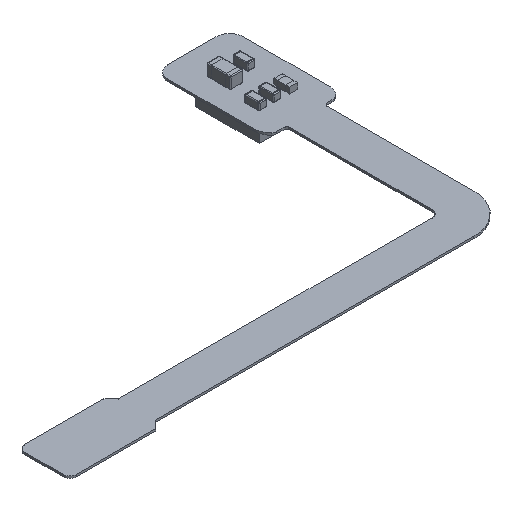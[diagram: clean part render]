
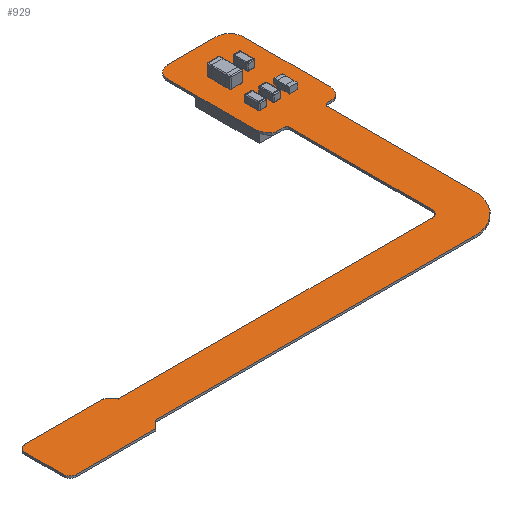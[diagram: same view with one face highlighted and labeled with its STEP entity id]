
A CAD part, isometric view. The second image highlights one B-rep face of the part: STEP entity #929.
In plain terms, the highlighted planar face has unit normal (0, 0, 1).
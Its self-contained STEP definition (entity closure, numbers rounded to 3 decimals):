
#76 = VERTEX_POINT('',#77);
#77 = CARTESIAN_POINT('',(27.455,3.005,0.141));
#83 = EDGE_CURVE('',#76,#84,#86,.T.);
#84 = VERTEX_POINT('',#85);
#85 = CARTESIAN_POINT('',(6.295,3.005,0.141));
#86 = LINE('',#87,#88);
#87 = CARTESIAN_POINT('',(27.455,3.005,0.141));
#88 = VECTOR('',#89,1.);
#89 = DIRECTION('',(-1.,0.,0.));
#114 = EDGE_CURVE('',#84,#115,#117,.T.);
#115 = VERTEX_POINT('',#116);
#116 = CARTESIAN_POINT('',(5.8,3.5,0.141));
#117 = LINE('',#118,#119);
#118 = CARTESIAN_POINT('',(6.295,3.005,0.141));
#119 = VECTOR('',#120,1.);
#120 = DIRECTION('',(-0.707,0.707,0.));
#145 = EDGE_CURVE('',#115,#146,#148,.T.);
#146 = VERTEX_POINT('',#147);
#147 = CARTESIAN_POINT('',(0.45,3.5,0.141));
#148 = LINE('',#149,#150);
#149 = CARTESIAN_POINT('',(5.8,3.5,0.141));
#150 = VECTOR('',#151,1.);
#151 = DIRECTION('',(-1.,0.,0.));
#176 = EDGE_CURVE('',#146,#177,#179,.T.);
#177 = VERTEX_POINT('',#178);
#178 = CARTESIAN_POINT('',(0.,3.05,0.141)
  );
#179 = CIRCLE('',#180,0.451);
#180 = AXIS2_PLACEMENT_3D('',#181,#182,#183);
#181 = CARTESIAN_POINT('',(0.451,3.049,0.141));
#182 = DIRECTION('',(0.,0.,1.));
#183 = DIRECTION('',(-0.002,1.,0.));
#209 = EDGE_CURVE('',#177,#210,#212,.T.);
#210 = VERTEX_POINT('',#211);
#211 = CARTESIAN_POINT('',(0.,0.45,0.141
    ));
#212 = LINE('',#213,#214);
#213 = CARTESIAN_POINT('',(0.,3.05,0.141));
#214 = VECTOR('',#215,1.);
#215 = DIRECTION('',(0.,-1.,0.));
#240 = EDGE_CURVE('',#210,#241,#243,.T.);
#241 = VERTEX_POINT('',#242);
#242 = CARTESIAN_POINT('',(0.45,0.,0.141));
#243 = CIRCLE('',#244,0.451);
#244 = AXIS2_PLACEMENT_3D('',#245,#246,#247);
#245 = CARTESIAN_POINT('',(0.451,0.451,0.141));
#246 = DIRECTION('',(0.,0.,1.));
#247 = DIRECTION('',(-1.,-0.002,0.));
#273 = EDGE_CURVE('',#241,#274,#276,.T.);
#274 = VERTEX_POINT('',#275);
#275 = CARTESIAN_POINT('',(5.804,0.,0.141));
#276 = LINE('',#277,#278);
#277 = CARTESIAN_POINT('',(0.45,0.,0.141));
#278 = VECTOR('',#279,1.);
#279 = DIRECTION('',(1.,0.,0.));
#304 = EDGE_CURVE('',#274,#305,#307,.T.);
#305 = VERTEX_POINT('',#306);
#306 = CARTESIAN_POINT('',(6.299,0.505,0.141));
#307 = LINE('',#308,#309);
#308 = CARTESIAN_POINT('',(5.804,0.,0.141));
#309 = VECTOR('',#310,1.);
#310 = DIRECTION('',(0.7,0.714,0.));
#335 = EDGE_CURVE('',#305,#336,#338,.T.);
#336 = VERTEX_POINT('',#337);
#337 = CARTESIAN_POINT('',(27.772,0.505,0.141));
#338 = LINE('',#339,#340);
#339 = CARTESIAN_POINT('',(6.299,0.505,0.141));
#340 = VECTOR('',#341,1.);
#341 = DIRECTION('',(1.,0.,0.));
#366 = EDGE_CURVE('',#336,#367,#369,.T.);
#367 = VERTEX_POINT('',#368);
#368 = CARTESIAN_POINT('',(30.42,3.153,0.141));
#369 = CIRCLE('',#370,2.648);
#370 = AXIS2_PLACEMENT_3D('',#371,#372,#373);
#371 = CARTESIAN_POINT('',(27.772,3.153,0.141));
#372 = DIRECTION('',(0.,0.,1.));
#373 = DIRECTION('',(0.,-1.,0.));
#399 = EDGE_CURVE('',#367,#400,#402,.T.);
#400 = VERTEX_POINT('',#401);
#401 = CARTESIAN_POINT('',(30.42,13.12,0.141));
#402 = LINE('',#403,#404);
#403 = CARTESIAN_POINT('',(30.42,3.153,0.141));
#404 = VECTOR('',#405,1.);
#405 = DIRECTION('',(0.,1.,0.));
#430 = EDGE_CURVE('',#400,#431,#433,.T.);
#431 = VERTEX_POINT('',#432);
#432 = CARTESIAN_POINT('',(30.569,13.269,0.141));
#433 = LINE('',#434,#435);
#434 = CARTESIAN_POINT('',(30.42,13.12,0.141));
#435 = VECTOR('',#436,1.);
#436 = DIRECTION('',(0.707,0.707,0.));
#461 = EDGE_CURVE('',#431,#462,#464,.T.);
#462 = VERTEX_POINT('',#463);
#463 = CARTESIAN_POINT('',(30.954,13.269,0.141));
#464 = LINE('',#465,#466);
#465 = CARTESIAN_POINT('',(30.569,13.269,0.141));
#466 = VECTOR('',#467,1.);
#467 = DIRECTION('',(1.,0.,0.));
#492 = EDGE_CURVE('',#462,#493,#495,.T.);
#493 = VERTEX_POINT('',#494);
#494 = CARTESIAN_POINT('',(31.278,13.36,0.141));
#495 = CIRCLE('',#496,0.645);
#496 = AXIS2_PLACEMENT_3D('',#497,#498,#499);
#497 = CARTESIAN_POINT('',(30.948,13.914,0.141));
#498 = DIRECTION('',(0.,0.,1.));
#499 = DIRECTION('',(0.01,-1.,0.));
#525 = EDGE_CURVE('',#493,#526,#528,.T.);
#526 = VERTEX_POINT('',#527);
#527 = CARTESIAN_POINT('',(31.658,14.083,0.141));
#528 = CIRCLE('',#529,0.881);
#529 = AXIS2_PLACEMENT_3D('',#530,#531,#532);
#530 = CARTESIAN_POINT('',(30.777,14.085,0.141));
#531 = DIRECTION('',(0.,0.,1.));
#532 = DIRECTION('',(0.569,-0.823,0.));
#558 = EDGE_CURVE('',#526,#559,#561,.T.);
#559 = VERTEX_POINT('',#560);
#560 = CARTESIAN_POINT('',(31.658,19.933,0.141));
#561 = LINE('',#562,#563);
#562 = CARTESIAN_POINT('',(31.658,14.083,0.141));
#563 = VECTOR('',#564,1.);
#564 = DIRECTION('',(0.,1.,0.));
#589 = EDGE_CURVE('',#559,#590,#592,.T.);
#590 = VERTEX_POINT('',#591);
#591 = CARTESIAN_POINT('',(30.72,20.871,0.141));
#592 = CIRCLE('',#593,0.937);
#593 = AXIS2_PLACEMENT_3D('',#594,#595,#596);
#594 = CARTESIAN_POINT('',(30.721,19.934,0.141));
#595 = DIRECTION('',(0.,0.,1.));
#596 = DIRECTION('',(1.,-0.001,0.));
#622 = EDGE_CURVE('',#590,#623,#625,.T.);
#623 = VERTEX_POINT('',#624);
#624 = CARTESIAN_POINT('',(27.463,20.871,0.141));
#625 = LINE('',#626,#627);
#626 = CARTESIAN_POINT('',(30.72,20.871,0.141));
#627 = VECTOR('',#628,1.);
#628 = DIRECTION('',(-1.,0.,0.));
#653 = EDGE_CURVE('',#623,#654,#656,.T.);
#654 = VERTEX_POINT('',#655);
#655 = CARTESIAN_POINT('',(26.633,20.041,0.141));
#656 = CIRCLE('',#657,0.83);
#657 = AXIS2_PLACEMENT_3D('',#658,#659,#660);
#658 = CARTESIAN_POINT('',(27.463,20.041,0.141));
#659 = DIRECTION('',(0.,0.,1.));
#660 = DIRECTION('',(0.,1.,0.));
#686 = EDGE_CURVE('',#654,#687,#689,.T.);
#687 = VERTEX_POINT('',#688);
#688 = CARTESIAN_POINT('',(26.633,14.243,0.141));
#689 = LINE('',#690,#691);
#690 = CARTESIAN_POINT('',(26.633,20.041,0.141));
#691 = VECTOR('',#692,1.);
#692 = DIRECTION('',(0.,-1.,0.));
#717 = EDGE_CURVE('',#687,#718,#720,.T.);
#718 = VERTEX_POINT('',#719);
#719 = CARTESIAN_POINT('',(27.005,13.378,0.141));
#720 = CIRCLE('',#721,1.191);
#721 = AXIS2_PLACEMENT_3D('',#722,#723,#724);
#722 = CARTESIAN_POINT('',(27.824,14.243,0.141));
#723 = DIRECTION('',(0.,0.,1.));
#724 = DIRECTION('',(-1.,0.,0.));
#750 = EDGE_CURVE('',#718,#751,#753,.T.);
#751 = VERTEX_POINT('',#752);
#752 = CARTESIAN_POINT('',(27.237,13.286,0.141));
#753 = CIRCLE('',#754,0.395);
#754 = AXIS2_PLACEMENT_3D('',#755,#756,#757);
#755 = CARTESIAN_POINT('',(27.259,13.68,0.141));
#756 = DIRECTION('',(0.,0.,1.));
#757 = DIRECTION('',(-0.644,-0.765,0.));
#783 = EDGE_CURVE('',#751,#784,#786,.T.);
#784 = VERTEX_POINT('',#785);
#785 = CARTESIAN_POINT('',(27.814,13.286,0.141));
#786 = LINE('',#787,#788);
#787 = CARTESIAN_POINT('',(27.237,13.286,0.141));
#788 = VECTOR('',#789,1.);
#789 = DIRECTION('',(1.,0.,0.));
#814 = EDGE_CURVE('',#784,#815,#817,.T.);
#815 = VERTEX_POINT('',#816);
#816 = CARTESIAN_POINT('',(27.921,13.179,0.141));
#817 = LINE('',#818,#819);
#818 = CARTESIAN_POINT('',(27.814,13.286,0.141));
#819 = VECTOR('',#820,1.);
#820 = DIRECTION('',(0.707,-0.707,0.));
#845 = EDGE_CURVE('',#815,#846,#848,.T.);
#846 = VERTEX_POINT('',#847);
#847 = CARTESIAN_POINT('',(27.92,3.47,0.141));
#848 = LINE('',#849,#850);
#849 = CARTESIAN_POINT('',(27.921,13.179,0.141));
#850 = VECTOR('',#851,1.);
#851 = DIRECTION('',(0.,-1.,0.));
#876 = EDGE_CURVE('',#846,#76,#877,.T.);
#877 = CIRCLE('',#878,0.464);
#878 = AXIS2_PLACEMENT_3D('',#879,#880,#881);
#879 = CARTESIAN_POINT('',(27.456,3.469,0.141));
#880 = DIRECTION('',(0.,0.,-1.));
#881 = DIRECTION('',(1.,0.001,0.));
#929 = ADVANCED_FACE('',(#930),#958,.T.);
#930 = FACE_BOUND('',#931,.T.);
#931 = EDGE_LOOP('',(#932,#933,#934,#935,#936,#937,#938,#939,#940,#941,
    #942,#943,#944,#945,#946,#947,#948,#949,#950,#951,#952,#953,#954,
    #955,#956,#957));
#932 = ORIENTED_EDGE('',*,*,#83,.T.);
#933 = ORIENTED_EDGE('',*,*,#114,.T.);
#934 = ORIENTED_EDGE('',*,*,#145,.T.);
#935 = ORIENTED_EDGE('',*,*,#176,.T.);
#936 = ORIENTED_EDGE('',*,*,#209,.T.);
#937 = ORIENTED_EDGE('',*,*,#240,.T.);
#938 = ORIENTED_EDGE('',*,*,#273,.T.);
#939 = ORIENTED_EDGE('',*,*,#304,.T.);
#940 = ORIENTED_EDGE('',*,*,#335,.T.);
#941 = ORIENTED_EDGE('',*,*,#366,.T.);
#942 = ORIENTED_EDGE('',*,*,#399,.T.);
#943 = ORIENTED_EDGE('',*,*,#430,.T.);
#944 = ORIENTED_EDGE('',*,*,#461,.T.);
#945 = ORIENTED_EDGE('',*,*,#492,.T.);
#946 = ORIENTED_EDGE('',*,*,#525,.T.);
#947 = ORIENTED_EDGE('',*,*,#558,.T.);
#948 = ORIENTED_EDGE('',*,*,#589,.T.);
#949 = ORIENTED_EDGE('',*,*,#622,.T.);
#950 = ORIENTED_EDGE('',*,*,#653,.T.);
#951 = ORIENTED_EDGE('',*,*,#686,.T.);
#952 = ORIENTED_EDGE('',*,*,#717,.T.);
#953 = ORIENTED_EDGE('',*,*,#750,.T.);
#954 = ORIENTED_EDGE('',*,*,#783,.T.);
#955 = ORIENTED_EDGE('',*,*,#814,.T.);
#956 = ORIENTED_EDGE('',*,*,#845,.T.);
#957 = ORIENTED_EDGE('',*,*,#876,.T.);
#958 = PLANE('',#959);
#959 = AXIS2_PLACEMENT_3D('',#960,#961,#962);
#960 = CARTESIAN_POINT('',(27.455,3.005,0.141));
#961 = DIRECTION('',(0.,0.,1.));
#962 = DIRECTION('',(1.,0.,0.));
